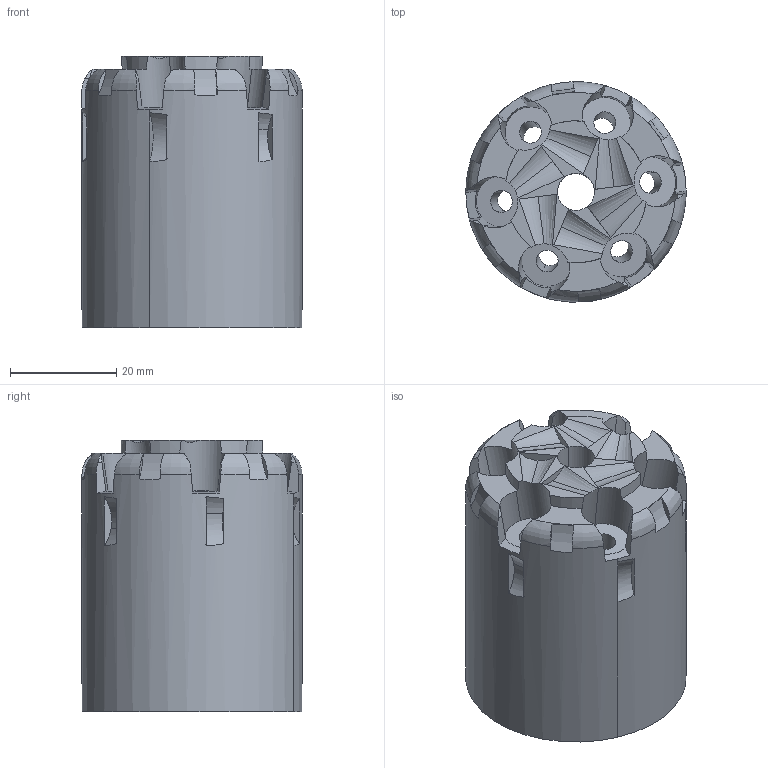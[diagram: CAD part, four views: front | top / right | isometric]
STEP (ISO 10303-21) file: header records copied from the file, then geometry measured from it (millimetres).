
FILE_DESCRIPTION (( 'STEP AP214' ), '1' );
FILE_NAME ('Cylinder_CO2.STEP', '2018-10-29T18:23:34', ( '' ), ( '' ), 'SwSTEP 2.0', 'SolidWorks 2018', '' );
FILE_SCHEMA (( 'AUTOMOTIVE_DESIGN' ));
Length unit declared in the file: inch
Products named in the file (1): Cylinder_CO2
Bounding box: 41.4 x 41.39 x 51 mm (x, y, z)
Volume: 54663.6 mm3; surface area: 15415.3 mm2
Topology: 1 solids, 7 shells, 210 faces, 606 edges, 414 vertices
Faces by surface type: plane 86, cylinder 76, cone 24, bspline 12, torus 12
Entity records: 14496 total; most frequent: CARTESIAN_POINT 7182, ORIENTED_EDGE 1212, DIRECTION 704, EDGE_CURVE 606, VERTEX_POINT 414, B_SPLINE_CURVE_WITH_KNOTS 355, AXIS2_PLACEMENT_3D 280, EDGE_LOOP 240
